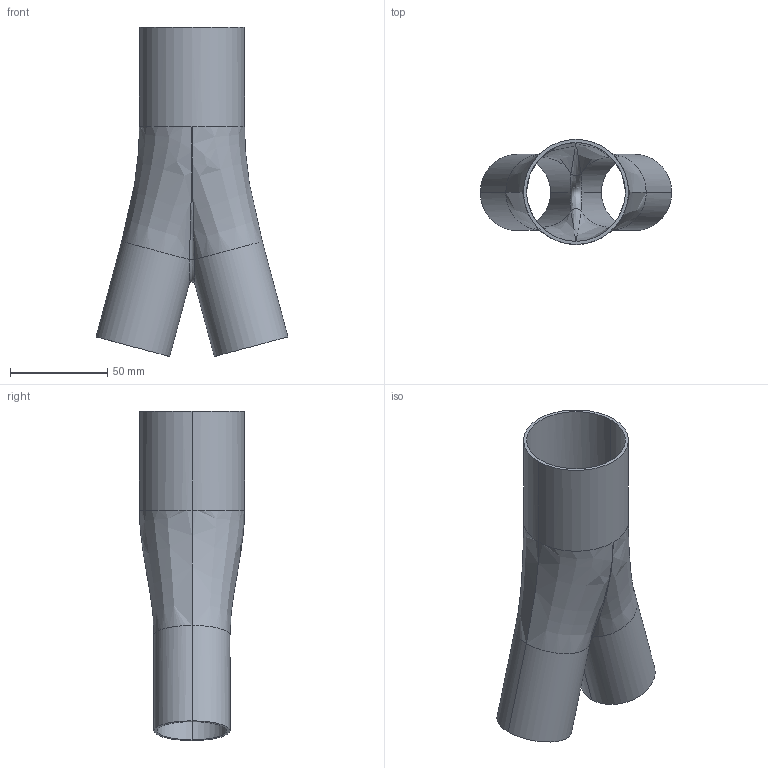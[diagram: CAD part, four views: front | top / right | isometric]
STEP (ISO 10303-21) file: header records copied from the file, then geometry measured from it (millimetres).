
FILE_DESCRIPTION (( 'STEP AP214' ), '1' );
FILE_NAME ('Equal Area Y tube.STEP', '2025-05-24T21:34:53', ( '' ), ( '' ), 'SwSTEP 2.0', 'SolidWorks 2024', '' );
FILE_SCHEMA (( 'AUTOMOTIVE_DESIGN' ));
Length unit declared in the file: inch
Products named in the file (1): Equal Area Y tube
Bounding box: 98.5 x 53.98 x 169.2 mm (x, y, z)
Volume: 49437.4 mm3; surface area: 62916.6 mm2
Topology: 1 solids, 1 shells, 29 faces, 68 edges, 36 vertices
Faces by surface type: bspline 14, cylinder 12, plane 3
Entity records: 10557 total; most frequent: CARTESIAN_POINT 10018, ORIENTED_EDGE 128, DIRECTION 68, EDGE_CURVE 64, VERTEX_POINT 36, EDGE_LOOP 32, B_SPLINE_CURVE_WITH_KNOTS 32, FACE_OUTER_BOUND 29
